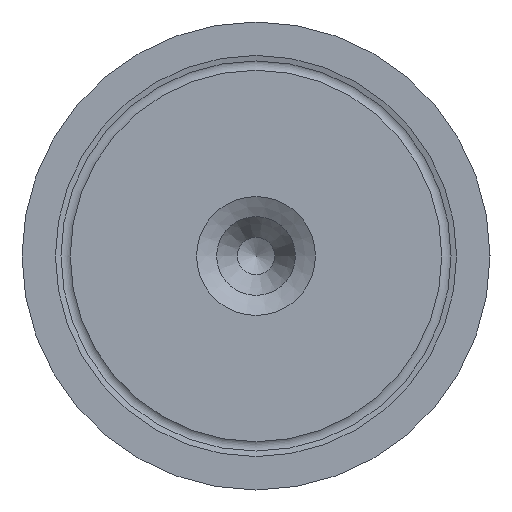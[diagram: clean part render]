
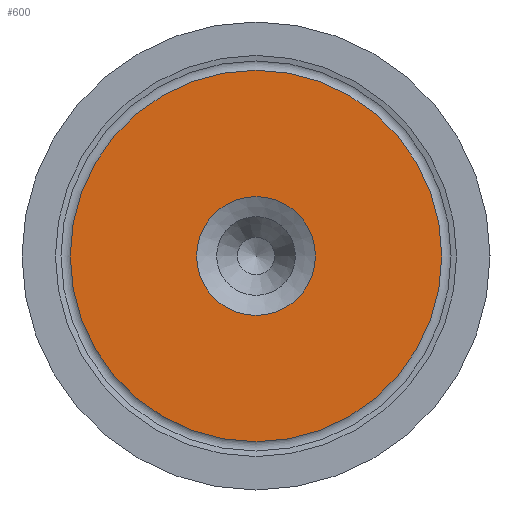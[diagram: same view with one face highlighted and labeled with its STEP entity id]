
A CAD part, left-side view. The second image highlights one B-rep face of the part: STEP entity #600.
In plain terms, the highlighted planar face has unit normal (-1, 0, 0).
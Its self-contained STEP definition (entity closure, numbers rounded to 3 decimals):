
#24=FACE_BOUND('',#212,.T.);
#37=PLANE('',#711);
#162=FACE_OUTER_BOUND('',#211,.T.);
#211=EDGE_LOOP('',(#555));
#212=EDGE_LOOP('',(#556));
#243=CIRCLE('',#676,8.);
#255=CIRCLE('',#695,25.);
#297=VERTEX_POINT('',#1067);
#308=VERTEX_POINT('',#1101);
#368=EDGE_CURVE('',#297,#297,#243,.T.);
#383=EDGE_CURVE('',#308,#308,#255,.T.);
#555=ORIENTED_EDGE('',*,*,#383,.T.);
#556=ORIENTED_EDGE('',*,*,#368,.T.);
#600=ADVANCED_FACE('',(#162,#24),#37,.T.);
#676=AXIS2_PLACEMENT_3D('',#1069,#838,#839);
#695=AXIS2_PLACEMENT_3D('',#1102,#879,#880);
#711=AXIS2_PLACEMENT_3D('',#1129,#917,#918);
#838=DIRECTION('center_axis',(1.,0.,0.));
#839=DIRECTION('ref_axis',(0.,1.,0.));
#879=DIRECTION('center_axis',(-1.,0.,0.));
#880=DIRECTION('ref_axis',(0.,0.,1.));
#917=DIRECTION('center_axis',(-1.,0.,0.));
#918=DIRECTION('ref_axis',(0.,0.,1.));
#1067=CARTESIAN_POINT('',(0.,-8.,0.));
#1069=CARTESIAN_POINT('Origin',(0.,0.,0.));
#1101=CARTESIAN_POINT('',(0.,-25.,0.));
#1102=CARTESIAN_POINT('Origin',(0.,0.,0.));
#1129=CARTESIAN_POINT('Origin',(0.,0.,0.));
